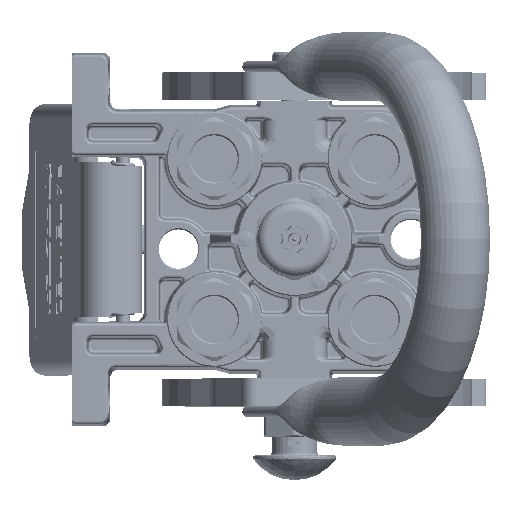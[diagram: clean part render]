
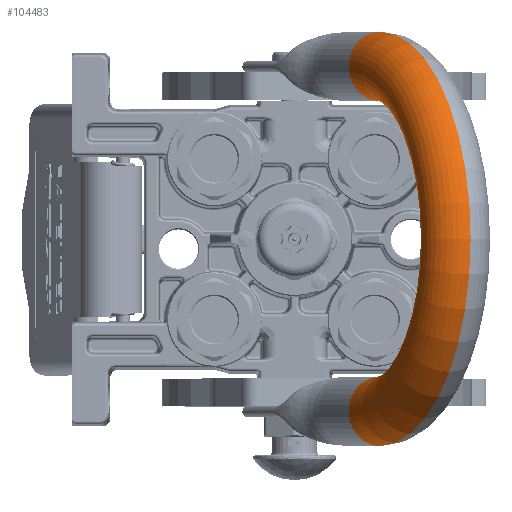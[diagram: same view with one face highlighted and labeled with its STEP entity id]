
A CAD part, top view. The second image highlights one B-rep face of the part: STEP entity #104483.
In plain terms, the highlighted toroidal (fillet/blend) face has major radius 62.25 mm and minor radius 12.5 mm.
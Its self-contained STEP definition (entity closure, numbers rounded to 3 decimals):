
#4979 = CARTESIAN_POINT ( 'NONE',  ( 49.75, 0., 25.25 ) ) ;
#8943 = ORIENTED_EDGE ( 'NONE', *, *, #149298, .F. ) ;
#10173 = VERTEX_POINT ( 'NONE', #154709 ) ;
#24160 = DIRECTION ( 'NONE',  ( -1., 0., 0. ) ) ;
#25478 = EDGE_CURVE ( 'NONE', #10173, #171789, #173373, .T. ) ;
#27945 = DIRECTION ( 'NONE',  ( 0., 1., 0. ) ) ;
#36158 = DIRECTION ( 'NONE',  ( 1., 0., 0. ) ) ;
#36825 = CARTESIAN_POINT ( 'NONE',  ( 0., 0., 25.25 ) ) ;
#74187 = ORIENTED_EDGE ( 'NONE', *, *, #25478, .T. ) ;
#75664 = CARTESIAN_POINT ( 'NONE',  ( -49.75, 0., 25.25 ) ) ;
#79956 = EDGE_CURVE ( 'NONE', #171789, #188742, #98947, .T. ) ;
#80615 = AXIS2_PLACEMENT_3D ( 'NONE', #36825, #116749, #36158 ) ;
#93288 = DIRECTION ( 'NONE',  ( 0., 1., 0. ) ) ;
#98947 = CIRCLE ( 'NONE', #115025, 49.75 ) ;
#104483 = ADVANCED_FACE ( 'NONE', ( #153243 ), #120921, .T. ) ;
#112013 = ORIENTED_EDGE ( 'NONE', *, *, #79956, .T. ) ;
#112261 = VERTEX_POINT ( 'NONE', #128016 ) ;
#115025 = AXIS2_PLACEMENT_3D ( 'NONE', #138491, #27945, #139857 ) ;
#116749 = DIRECTION ( 'NONE',  ( 0., 1., 0. ) ) ;
#118076 = DIRECTION ( 'NONE',  ( 0., 0., -1. ) ) ;
#120921 = TOROIDAL_SURFACE ( 'NONE', #80615, 62.25, 12.5 ) ;
#123346 = EDGE_LOOP ( 'NONE', ( #112013, #8943, #157311, #74187 ) ) ;
#127517 = CIRCLE ( 'NONE', #202738, 12.5 ) ;
#128016 = CARTESIAN_POINT ( 'NONE',  ( 74.75, 0., 25.25 ) ) ;
#137065 = CIRCLE ( 'NONE', #186811, 74.75 ) ;
#138491 = CARTESIAN_POINT ( 'NONE',  ( 0., 0., 25.25 ) ) ;
#139857 = DIRECTION ( 'NONE',  ( -1., 0., 0. ) ) ;
#140524 = EDGE_CURVE ( 'NONE', #10173, #112261, #137065, .T. ) ;
#149298 = EDGE_CURVE ( 'NONE', #112261, #188742, #127517, .T. ) ;
#149965 = DIRECTION ( 'NONE',  ( 0., 0., 1. ) ) ;
#153243 = FACE_OUTER_BOUND ( 'NONE', #123346, .T. ) ;
#154709 = CARTESIAN_POINT ( 'NONE',  ( -74.75, 0., 25.25 ) ) ;
#157311 = ORIENTED_EDGE ( 'NONE', *, *, #140524, .F. ) ;
#157972 = DIRECTION ( 'NONE',  ( -1., 0., 0. ) ) ;
#162607 = DIRECTION ( 'NONE',  ( 1., 0., 0. ) ) ;
#164908 = AXIS2_PLACEMENT_3D ( 'NONE', #183200, #149965, #24160 ) ;
#165314 = CARTESIAN_POINT ( 'NONE',  ( 62.25, 0., 25.25 ) ) ;
#171789 = VERTEX_POINT ( 'NONE', #75664 ) ;
#173373 = CIRCLE ( 'NONE', #164908, 12.5 ) ;
#183200 = CARTESIAN_POINT ( 'NONE',  ( -62.25, 0., 25.25 ) ) ;
#186811 = AXIS2_PLACEMENT_3D ( 'NONE', #188493, #93288, #157972 ) ;
#188493 = CARTESIAN_POINT ( 'NONE',  ( 0., 0., 25.25 ) ) ;
#188742 = VERTEX_POINT ( 'NONE', #4979 ) ;
#202738 = AXIS2_PLACEMENT_3D ( 'NONE', #165314, #118076, #162607 ) ;
